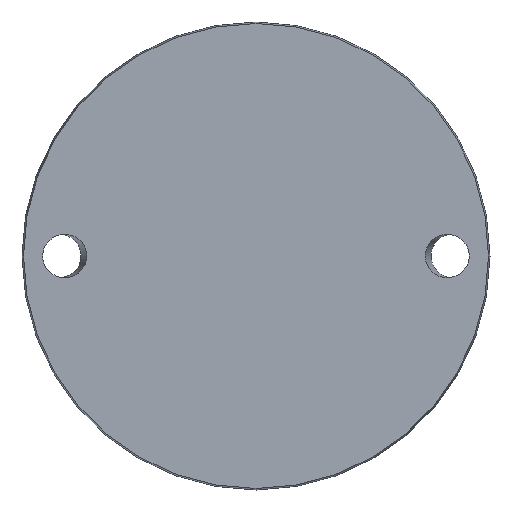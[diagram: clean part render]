
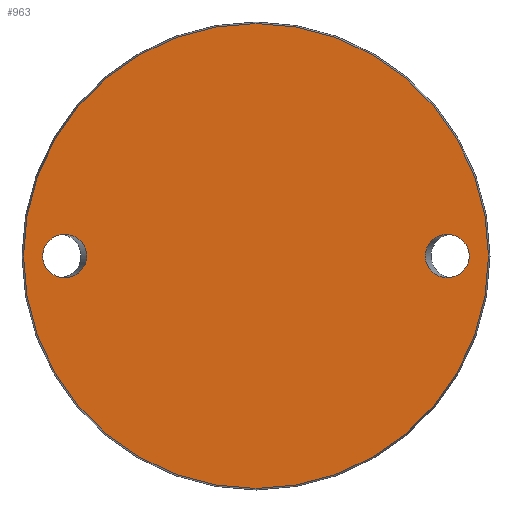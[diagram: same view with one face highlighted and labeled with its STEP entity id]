
A CAD part, front view. The second image highlights one B-rep face of the part: STEP entity #963.
In plain terms, the highlighted planar face has unit normal (0, -1, 0).
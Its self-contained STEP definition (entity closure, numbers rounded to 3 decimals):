
#29 =( BOUNDED_CURVE ( )  B_SPLINE_CURVE ( 3, ( #572, #798, #661, #718, #408, #34, #645 ),
 .UNSPECIFIED., .T., .F. ) 
 B_SPLINE_CURVE_WITH_KNOTS ( ( 4, 3, 4 ),
 ( 0., 3.142, 6.283 ),
 .UNSPECIFIED. ) 
 CURVE ( )  GEOMETRIC_REPRESENTATION_ITEM ( )  RATIONAL_B_SPLINE_CURVE ( ( 1., 0.333, 0.333, 1., 0.333, 0.333, 1. ) ) 
 REPRESENTATION_ITEM ( '' )  );
#34 = CARTESIAN_POINT ( 'NONE',  ( 64.385, 0., 16.5 ) ) ;
#41 = FACE_OUTER_BOUND ( 'NONE', #586, .T. ) ;
#69 = EDGE_CURVE ( 'NONE', #977, #977, #368, .T. ) ;
#103 = EDGE_CURVE ( 'NONE', #986, #986, #574, .T. ) ;
#110 = CARTESIAN_POINT ( 'NONE',  ( -81.115, 0., 0. ) ) ;
#136 = VERTEX_POINT ( 'NONE', #600 ) ;
#143 = EDGE_CURVE ( 'NONE', #136, #136, #29, .T. ) ;
#144 = FACE_BOUND ( 'NONE', #483, .T. ) ;
#174 = DIRECTION ( 'NONE',  ( 0., -1., 0. ) ) ;
#194 = CARTESIAN_POINT ( 'NONE',  ( -64.385, 0., 16.5 ) ) ;
#271 = ORIENTED_EDGE ( 'NONE', *, *, #143, .F. ) ;
#285 = ORIENTED_EDGE ( 'NONE', *, *, #69, .T. ) ;
#286 = CARTESIAN_POINT ( 'NONE',  ( 0., 0., -88.425 ) ) ;
#368 = CIRCLE ( 'NONE', #841, 88.425 ) ;
#398 = CARTESIAN_POINT ( 'NONE',  ( 0., 0., 0. ) ) ;
#408 = CARTESIAN_POINT ( 'NONE',  ( 81.115, 0., 16.5 ) ) ;
#417 = CARTESIAN_POINT ( 'NONE',  ( -81.115, 0., 0. ) ) ;
#483 = EDGE_LOOP ( 'NONE', ( #271 ) ) ;
#572 = CARTESIAN_POINT ( 'NONE',  ( 64.385, 0., 0. ) ) ;
#574 =( BOUNDED_CURVE ( )  B_SPLINE_CURVE ( 3, ( #417, #654, #194, #583, #592, #588, #110 ),
 .UNSPECIFIED., .T., .F. ) 
 B_SPLINE_CURVE_WITH_KNOTS ( ( 4, 3, 4 ),
 ( 0., 3.142, 6.283 ),
 .UNSPECIFIED. ) 
 CURVE ( )  GEOMETRIC_REPRESENTATION_ITEM ( )  RATIONAL_B_SPLINE_CURVE ( ( 1., 0.333, 0.333, 1., 0.333, 0.333, 1. ) ) 
 REPRESENTATION_ITEM ( '' )  );
#583 = CARTESIAN_POINT ( 'NONE',  ( -64.385, 0., 0. ) ) ;
#586 = EDGE_LOOP ( 'NONE', ( #285 ) ) ;
#588 = CARTESIAN_POINT ( 'NONE',  ( -81.115, 0., -16.5 ) ) ;
#592 = CARTESIAN_POINT ( 'NONE',  ( -64.385, 0., -16.5 ) ) ;
#600 = CARTESIAN_POINT ( 'NONE',  ( 64.385, 0., 0. ) ) ;
#612 = DIRECTION ( 'NONE',  ( 0., 0., 1. ) ) ;
#623 = EDGE_LOOP ( 'NONE', ( #985 ) ) ;
#645 = CARTESIAN_POINT ( 'NONE',  ( 64.385, 0., 0. ) ) ;
#654 = CARTESIAN_POINT ( 'NONE',  ( -81.115, 0., 16.5 ) ) ;
#661 = CARTESIAN_POINT ( 'NONE',  ( 81.115, 0., -16.5 ) ) ;
#680 = CARTESIAN_POINT ( 'NONE',  ( -81.115, 0., 0. ) ) ;
#710 = DIRECTION ( 'NONE',  ( 0., 0., -1. ) ) ;
#718 = CARTESIAN_POINT ( 'NONE',  ( 81.115, 0., 0. ) ) ;
#742 = AXIS2_PLACEMENT_3D ( 'NONE', #914, #830, #612 ) ;
#756 = PLANE ( 'NONE',  #742 ) ;
#798 = CARTESIAN_POINT ( 'NONE',  ( 64.385, 0., -16.5 ) ) ;
#830 = DIRECTION ( 'NONE',  ( 0., 1., 0. ) ) ;
#841 = AXIS2_PLACEMENT_3D ( 'NONE', #398, #174, #710 ) ;
#914 = CARTESIAN_POINT ( 'NONE',  ( -88.425, 0., 0. ) ) ;
#963 = ADVANCED_FACE ( 'NONE', ( #981, #144, #41 ), #756, .F. ) ;
#977 = VERTEX_POINT ( 'NONE', #286 ) ;
#981 = FACE_BOUND ( 'NONE', #623, .T. ) ;
#985 = ORIENTED_EDGE ( 'NONE', *, *, #103, .T. ) ;
#986 = VERTEX_POINT ( 'NONE', #680 ) ;
